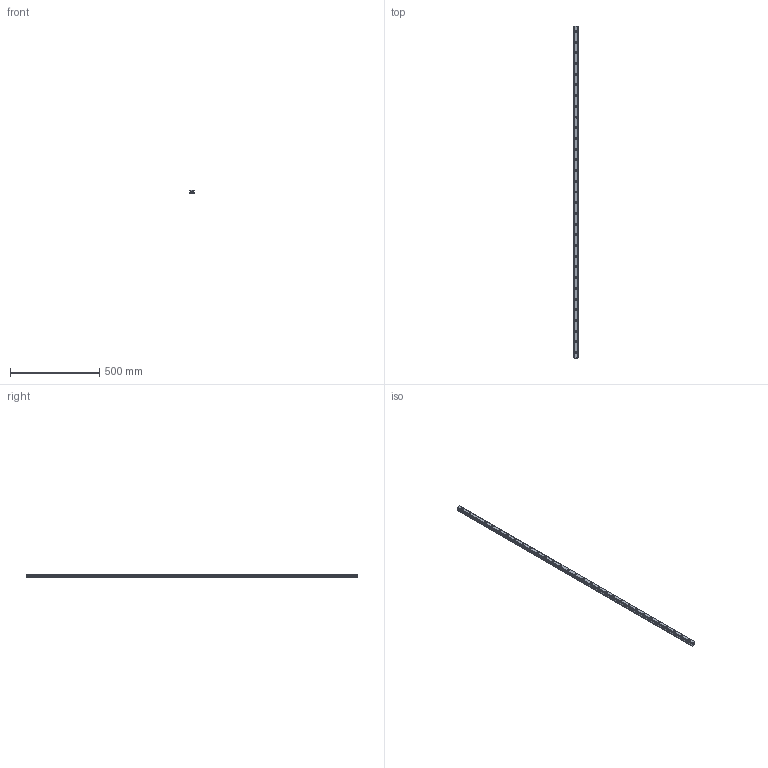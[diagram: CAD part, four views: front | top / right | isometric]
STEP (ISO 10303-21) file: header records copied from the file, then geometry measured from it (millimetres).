
FILE_DESCRIPTION(('STEP AP214'),'1');
FILE_NAME('cctmp_C0031558-4B28-46FE-8D55-0FEDC64BA4FD_2020_5_28_14_42_55_743..stp','2020-05-28T12:42:56',('HIWIN GmbH'),('CADClick - www.CADClick.com'),'Spatial InterOp 3D',' ','unknown authorization');
FILE_SCHEMA(('AUTOMOTIVE_DESIGN'));
Length unit declared in the file: millimetre
Products named in the file (1): HGR25R1860H_FILE
Bounding box: 23 x 1860 x 22 mm (x, y, z)
Volume: 773268.8 mm3; surface area: 191392.5 mm2
Topology: 1 solids, 1 shells, 483 faces, 1245 edges, 830 vertices
Faces by surface type: plane 275, cylinder 208
Entity records: 18931 total; most frequent: DIRECTION 2877, CARTESIAN_POINT 2559, ORIENTED_EDGE 2490, EDGE_CURVE 1245, AXIS2_PLACEMENT_3D 1148, VERTEX_POINT 830, LINE 581, VECTOR 581
